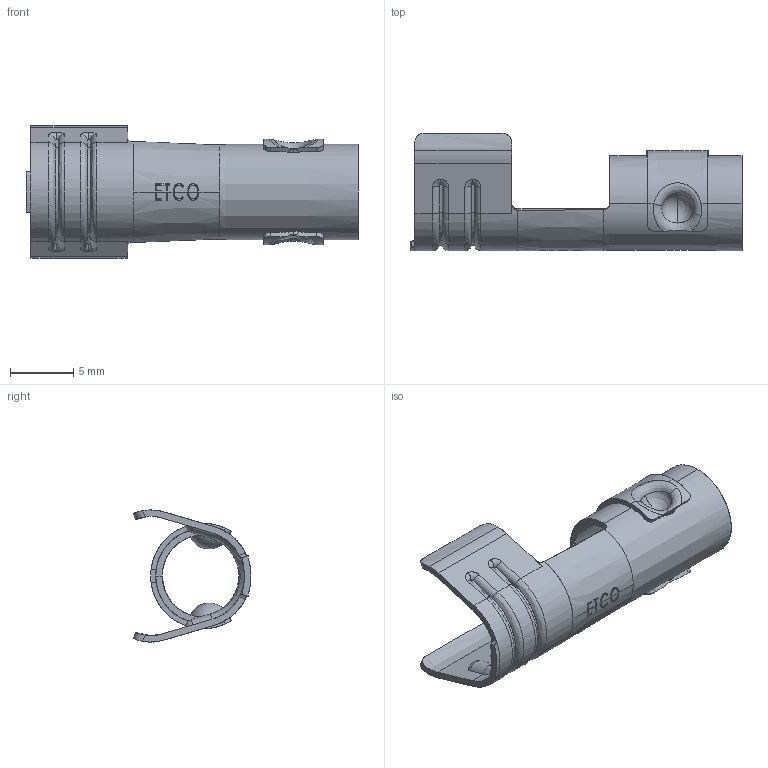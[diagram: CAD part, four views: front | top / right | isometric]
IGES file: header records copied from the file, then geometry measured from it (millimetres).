
Start section: SolidWorks IGES file using analytic representation for surfaces
Global section: file name: SP10-W-NB.IGS; native system: SolidWorks 2019; preprocessor: SolidWorks 2019; author: sjohnson; date: 191107.152627; units: inch
Bounding box: 26.16 x 9.27 x 10.41 mm (x, y, z)
Surface area: 1214 mm2 (no closed solid volume)
Topology: 0 solids, 0 shells, 234 faces, 2348 edges, 2337 vertices
Faces by surface type: bspline 160, revolution 74
